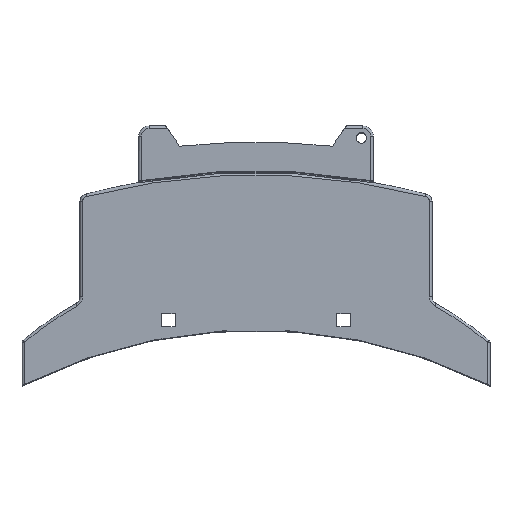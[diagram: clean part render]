
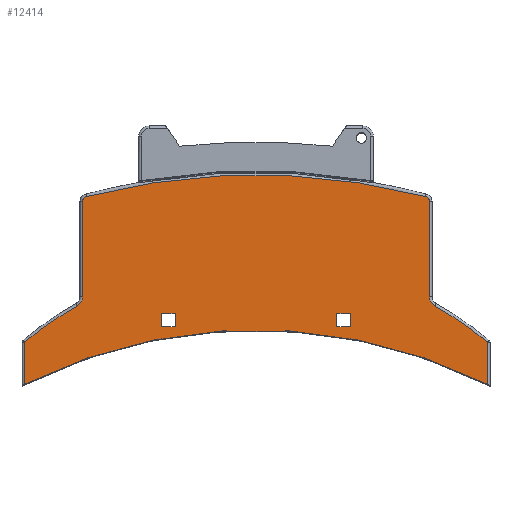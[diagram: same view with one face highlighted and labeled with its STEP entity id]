
A CAD part, top view. The second image highlights one B-rep face of the part: STEP entity #12414.
In plain terms, the highlighted face is planar.
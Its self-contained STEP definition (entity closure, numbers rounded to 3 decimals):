
#5817 = EDGE_CURVE('',#5818,#5820,#5822,.T.);
#5818 = VERTEX_POINT('',#5819);
#5819 = CARTESIAN_POINT('',(-39.914,-22.517,
    -53.7));
#5820 = VERTEX_POINT('',#5821);
#5821 = CARTESIAN_POINT('',(-50.,-15.56,-53.7));
#5822 = CIRCLE('',#5823,69.5);
#5823 = AXIS2_PLACEMENT_3D('',#5824,#5825,#5826);
#5824 = CARTESIAN_POINT('',(-5.65,37.95,
    -53.7));
#5825 = DIRECTION('',(0.,0.,-1.));
#5826 = DIRECTION('',(0.,-1.,0.));
#6457 = VERTEX_POINT('',#6458);
#6458 = CARTESIAN_POINT('',(-21.15,-21.1,-53.7));
#6464 = EDGE_CURVE('',#6465,#6457,#6467,.T.);
#6465 = VERTEX_POINT('',#6466);
#6466 = CARTESIAN_POINT('',(-23.75,-21.1,-53.7));
#6467 = LINE('',#6468,#6469);
#6468 = CARTESIAN_POINT('',(0.,-21.1,-53.7));
#6469 = VECTOR('',#6470,1.);
#6470 = DIRECTION('',(1.,0.,0.));
#6486 = EDGE_CURVE('',#6487,#6489,#6491,.T.);
#6487 = VERTEX_POINT('',#6488);
#6488 = CARTESIAN_POINT('',(-23.75,-18.5,-53.7));
#6489 = VERTEX_POINT('',#6490);
#6490 = CARTESIAN_POINT('',(-21.15,-18.5,-53.7));
#6491 = LINE('',#6492,#6493);
#6492 = CARTESIAN_POINT('',(0.,-18.5,-53.7));
#6493 = VECTOR('',#6494,1.);
#6494 = DIRECTION('',(1.,0.,0.));
#6526 = EDGE_CURVE('',#6487,#6465,#6527,.T.);
#6527 = LINE('',#6528,#6529);
#6528 = CARTESIAN_POINT('',(-23.75,0.,-53.7));
#6529 = VECTOR('',#6530,1.);
#6530 = DIRECTION('',(0.,-1.,0.));
#6628 = VERTEX_POINT('',#6629);
#6629 = CARTESIAN_POINT('',(-38.152,-43.445,
    -53.7));
#6636 = EDGE_CURVE('',#6628,#6637,#6639,.T.);
#6637 = VERTEX_POINT('',#6638);
#6638 = CARTESIAN_POINT('',(26.852,-43.445,
    -53.7));
#6639 = CIRCLE('',#6640,129.2);
#6640 = AXIS2_PLACEMENT_3D('',#6641,#6642,#6643);
#6641 = CARTESIAN_POINT('',(-5.65,81.6,-53.7));
#6642 = DIRECTION('',(0.,0.,1.));
#6643 = DIRECTION('',(1.,0.,0.));
#9242 = VERTEX_POINT('',#9243);
#9243 = CARTESIAN_POINT('',(-38.9,-42.477,-53.7));
#9250 = EDGE_CURVE('',#6628,#9242,#9251,.T.);
#9251 = CIRCLE('',#9252,1.);
#9252 = AXIS2_PLACEMENT_3D('',#9253,#9254,#9255);
#9253 = CARTESIAN_POINT('',(-37.9,-42.477,-53.7));
#9254 = DIRECTION('',(0.,0.,-1.));
#9255 = DIRECTION('',(-1.,0.,0.));
#9327 = EDGE_CURVE('',#9242,#9328,#9330,.T.);
#9328 = VERTEX_POINT('',#9329);
#9329 = CARTESIAN_POINT('',(-38.9,-24.257,-53.7));
#9330 = LINE('',#9331,#9332);
#9331 = CARTESIAN_POINT('',(-38.9,0.,-53.7));
#9332 = VECTOR('',#9333,1.);
#9333 = DIRECTION('',(0.,1.,0.));
#9746 = EDGE_CURVE('',#5818,#9328,#9747,.T.);
#9747 = CIRCLE('',#9748,2.);
#9748 = AXIS2_PLACEMENT_3D('',#9749,#9750,#9751);
#9749 = CARTESIAN_POINT('',(-40.9,-24.257,-53.7));
#9750 = DIRECTION('',(0.,0.,-1.));
#9751 = DIRECTION('',(0.,-1.,0.));
#10135 = EDGE_CURVE('',#6457,#6489,#10136,.T.);
#10136 = LINE('',#10137,#10138);
#10137 = CARTESIAN_POINT('',(-21.15,0.,-53.7));
#10138 = VECTOR('',#10139,1.);
#10139 = DIRECTION('',(0.,1.,0.));
#10171 = VERTEX_POINT('',#10172);
#10172 = CARTESIAN_POINT('',(-50.,-7.469,-53.7));
#10227 = EDGE_CURVE('',#5820,#10171,#10228,.T.);
#10228 = LINE('',#10229,#10230);
#10229 = CARTESIAN_POINT('',(-50.,0.,-53.7));
#10230 = VECTOR('',#10231,1.);
#10231 = DIRECTION('',(0.,1.,0.));
#12361 = VERTEX_POINT('',#12362);
#12362 = CARTESIAN_POINT('',(27.6,-24.257,
    -53.7));
#12369 = EDGE_CURVE('',#12370,#12361,#12372,.T.);
#12370 = VERTEX_POINT('',#12371);
#12371 = CARTESIAN_POINT('',(28.614,-22.517,
    -53.7));
#12372 = CIRCLE('',#12373,2.);
#12373 = AXIS2_PLACEMENT_3D('',#12374,#12375,#12376);
#12374 = CARTESIAN_POINT('',(29.6,-24.257,
    -53.7));
#12375 = DIRECTION('',(0.,0.,1.));
#12376 = DIRECTION('',(0.,1.,0.));
#12414 = ADVANCED_FACE('',(#12415,#12463,#12497),#12503,.F.);
#12415 = FACE_BOUND('',#12416,.T.);
#12416 = EDGE_LOOP('',(#12417,#12418,#12419,#12420,#12421,#12422,#12423,
    #12432,#12440,#12447,#12448,#12456));
#12417 = ORIENTED_EDGE('',*,*,#6636,.F.);
#12418 = ORIENTED_EDGE('',*,*,#9250,.T.);
#12419 = ORIENTED_EDGE('',*,*,#9327,.T.);
#12420 = ORIENTED_EDGE('',*,*,#9746,.F.);
#12421 = ORIENTED_EDGE('',*,*,#5817,.T.);
#12422 = ORIENTED_EDGE('',*,*,#10227,.T.);
#12423 = ORIENTED_EDGE('',*,*,#12424,.F.);
#12424 = EDGE_CURVE('',#12425,#10171,#12427,.T.);
#12425 = VERTEX_POINT('',#12426);
#12426 = CARTESIAN_POINT('',(38.7,-7.469,
    -53.7));
#12427 = CIRCLE('',#12428,99.5);
#12428 = AXIS2_PLACEMENT_3D('',#12429,#12430,#12431);
#12429 = CARTESIAN_POINT('',(-5.65,81.6,
    -53.7));
#12430 = DIRECTION('',(0.,0.,-1.));
#12431 = DIRECTION('',(1.,0.,0.));
#12432 = ORIENTED_EDGE('',*,*,#12433,.F.);
#12433 = EDGE_CURVE('',#12434,#12425,#12436,.T.);
#12434 = VERTEX_POINT('',#12435);
#12435 = CARTESIAN_POINT('',(38.7,-15.56,
    -53.7));
#12436 = LINE('',#12437,#12438);
#12437 = CARTESIAN_POINT('',(38.7,0.,
    -53.7));
#12438 = VECTOR('',#12439,1.);
#12439 = DIRECTION('',(0.,1.,0.));
#12440 = ORIENTED_EDGE('',*,*,#12441,.F.);
#12441 = EDGE_CURVE('',#12370,#12434,#12442,.T.);
#12442 = CIRCLE('',#12443,69.5);
#12443 = AXIS2_PLACEMENT_3D('',#12444,#12445,#12446);
#12444 = CARTESIAN_POINT('',(-5.65,37.95,
    -53.7));
#12445 = DIRECTION('',(0.,0.,1.));
#12446 = DIRECTION('',(0.,1.,0.));
#12447 = ORIENTED_EDGE('',*,*,#12369,.T.);
#12448 = ORIENTED_EDGE('',*,*,#12449,.F.);
#12449 = EDGE_CURVE('',#12450,#12361,#12452,.T.);
#12450 = VERTEX_POINT('',#12451);
#12451 = CARTESIAN_POINT('',(27.6,-42.477,
    -53.7));
#12452 = LINE('',#12453,#12454);
#12453 = CARTESIAN_POINT('',(27.6,0.,
    -53.7));
#12454 = VECTOR('',#12455,1.);
#12455 = DIRECTION('',(0.,1.,0.));
#12456 = ORIENTED_EDGE('',*,*,#12457,.T.);
#12457 = EDGE_CURVE('',#12450,#6637,#12458,.T.);
#12458 = CIRCLE('',#12459,1.);
#12459 = AXIS2_PLACEMENT_3D('',#12460,#12461,#12462);
#12460 = CARTESIAN_POINT('',(26.6,-42.477,
    -53.7));
#12461 = DIRECTION('',(0.,0.,-1.));
#12462 = DIRECTION('',(-1.,0.,0.));
#12463 = FACE_BOUND('',#12464,.T.);
#12464 = EDGE_LOOP('',(#12465,#12475,#12483,#12491));
#12465 = ORIENTED_EDGE('',*,*,#12466,.F.);
#12466 = EDGE_CURVE('',#12467,#12469,#12471,.T.);
#12467 = VERTEX_POINT('',#12468);
#12468 = CARTESIAN_POINT('',(9.85,-21.1,
    -53.7));
#12469 = VERTEX_POINT('',#12470);
#12470 = CARTESIAN_POINT('',(9.85,-18.5,
    -53.7));
#12471 = LINE('',#12472,#12473);
#12472 = CARTESIAN_POINT('',(9.85,0.,-53.7));
#12473 = VECTOR('',#12474,1.);
#12474 = DIRECTION('',(0.,1.,0.));
#12475 = ORIENTED_EDGE('',*,*,#12476,.F.);
#12476 = EDGE_CURVE('',#12477,#12467,#12479,.T.);
#12477 = VERTEX_POINT('',#12478);
#12478 = CARTESIAN_POINT('',(12.45,-21.1,
    -53.7));
#12479 = LINE('',#12480,#12481);
#12480 = CARTESIAN_POINT('',(0.,-21.1,-53.7));
#12481 = VECTOR('',#12482,1.);
#12482 = DIRECTION('',(-1.,0.,0.));
#12483 = ORIENTED_EDGE('',*,*,#12484,.T.);
#12484 = EDGE_CURVE('',#12477,#12485,#12487,.T.);
#12485 = VERTEX_POINT('',#12486);
#12486 = CARTESIAN_POINT('',(12.45,-18.5,
    -53.7));
#12487 = LINE('',#12488,#12489);
#12488 = CARTESIAN_POINT('',(12.45,0.,-53.7));
#12489 = VECTOR('',#12490,1.);
#12490 = DIRECTION('',(0.,1.,0.));
#12491 = ORIENTED_EDGE('',*,*,#12492,.F.);
#12492 = EDGE_CURVE('',#12469,#12485,#12493,.T.);
#12493 = LINE('',#12494,#12495);
#12494 = CARTESIAN_POINT('',(0.,-18.5,-53.7));
#12495 = VECTOR('',#12496,1.);
#12496 = DIRECTION('',(1.,0.,0.));
#12497 = FACE_BOUND('',#12498,.T.);
#12498 = EDGE_LOOP('',(#12499,#12500,#12501,#12502));
#12499 = ORIENTED_EDGE('',*,*,#6486,.F.);
#12500 = ORIENTED_EDGE('',*,*,#6526,.T.);
#12501 = ORIENTED_EDGE('',*,*,#6464,.T.);
#12502 = ORIENTED_EDGE('',*,*,#10135,.T.);
#12503 = PLANE('',#12504);
#12504 = AXIS2_PLACEMENT_3D('',#12505,#12506,#12507);
#12505 = CARTESIAN_POINT('',(12.696,-40.289,
    -53.7));
#12506 = DIRECTION('',(0.,0.,1.));
#12507 = DIRECTION('',(-1.,0.,0.));
